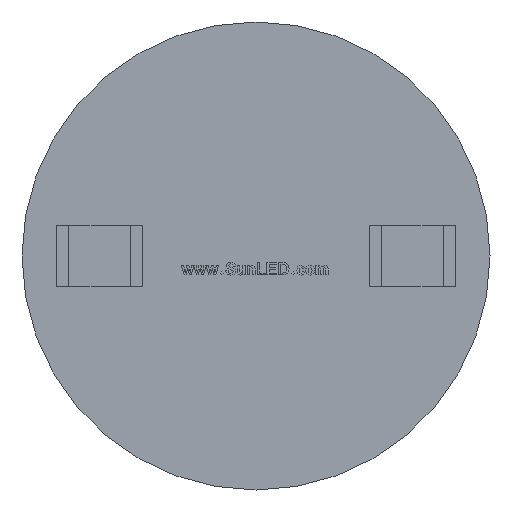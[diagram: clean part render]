
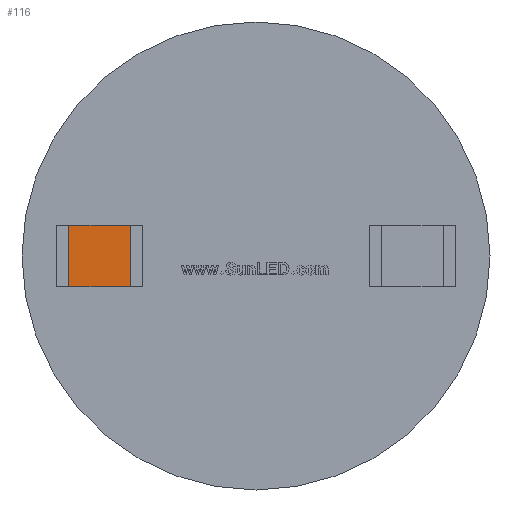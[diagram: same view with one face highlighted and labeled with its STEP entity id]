
A CAD part, front view. The second image highlights one B-rep face of the part: STEP entity #116.
In plain terms, the highlighted planar face has unit normal (0, -1, 0).
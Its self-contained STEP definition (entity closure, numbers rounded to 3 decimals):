
#116 = ADVANCED_FACE ( 'NONE', ( #11772 ), #946, .T. ) ;
#243 = EDGE_CURVE ( 'NONE', #2022, #2019, #4260, .T. ) ;
#246 = EDGE_CURVE ( 'NONE', #1990, #1991, #4269, .T. ) ;
#247 = EDGE_CURVE ( 'NONE', #1991, #2019, #4272, .T. ) ;
#248 = EDGE_CURVE ( 'NONE', #1990, #2022, #4275, .T. ) ;
#649 = ORIENTED_EDGE ( 'NONE', *, *, #247, .F. ) ;
#650 = ORIENTED_EDGE ( 'NONE', *, *, #248, .T. ) ;
#651 = ORIENTED_EDGE ( 'NONE', *, *, #246, .F. ) ;
#652 = ORIENTED_EDGE ( 'NONE', *, *, #243, .T. ) ;
#946 = PLANE ( 'NONE',  #11771 ) ;
#948 = CARTESIAN_POINT ( 'NONE',  ( 0.006, -25.5, 0.25 ) ) ;
#950 = DIRECTION ( 'NONE',  ( 0., -1., 0. ) ) ;
#952 = DIRECTION ( 'NONE',  ( 0., 0., -1. ) ) ;
#1023 = EDGE_LOOP ( 'NONE', ( #649, #651, #650, #652 ) ) ;
#1990 = VERTEX_POINT ( 'NONE', #4520 ) ;
#1991 = VERTEX_POINT ( 'NONE', #4521 ) ;
#2019 = VERTEX_POINT ( 'NONE', #4549 ) ;
#2022 = VERTEX_POINT ( 'NONE', #4552 ) ;
#2487 = VECTOR ( 'NONE', #4262, 1000. ) ;
#2490 = VECTOR ( 'NONE', #4271, 1000. ) ;
#2491 = VECTOR ( 'NONE', #4274, 1000. ) ;
#2492 = VECTOR ( 'NONE', #4277, 1000. ) ;
#4260 = LINE ( 'NONE', #4261, #2487 ) ;
#4261 = CARTESIAN_POINT ( 'NONE',  ( -1.52, -25.5, 0.25 ) ) ;
#4262 = DIRECTION ( 'NONE',  ( 0., 0., -1. ) ) ;
#4269 = LINE ( 'NONE', #4270, #2490 ) ;
#4270 = CARTESIAN_POINT ( 'NONE',  ( -1.02, -25.5, 0.25 ) ) ;
#4271 = DIRECTION ( 'NONE',  ( 0., 0., -1. ) ) ;
#4272 = LINE ( 'NONE', #4273, #2491 ) ;
#4273 = CARTESIAN_POINT ( 'NONE',  ( 0.006, -25.5, -0.25 ) ) ;
#4274 = DIRECTION ( 'NONE',  ( -1., 0., 0. ) ) ;
#4275 = LINE ( 'NONE', #4276, #2492 ) ;
#4276 = CARTESIAN_POINT ( 'NONE',  ( 0.006, -25.5, 0.25 ) ) ;
#4277 = DIRECTION ( 'NONE',  ( -1., 0., 0. ) ) ;
#4520 = CARTESIAN_POINT ( 'NONE',  ( -1.02, -25.5, 0.25 ) ) ;
#4521 = CARTESIAN_POINT ( 'NONE',  ( -1.02, -25.5, -0.25 ) ) ;
#4549 = CARTESIAN_POINT ( 'NONE',  ( -1.52, -25.5, -0.25 ) ) ;
#4552 = CARTESIAN_POINT ( 'NONE',  ( -1.52, -25.5, 0.25 ) ) ;
#11771 = AXIS2_PLACEMENT_3D ( 'NONE', #948, #950, #952 ) ;
#11772 = FACE_OUTER_BOUND ( 'NONE', #1023, .T. ) ;
